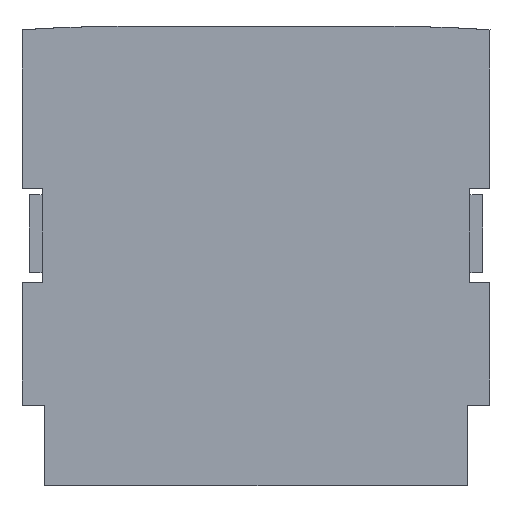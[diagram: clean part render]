
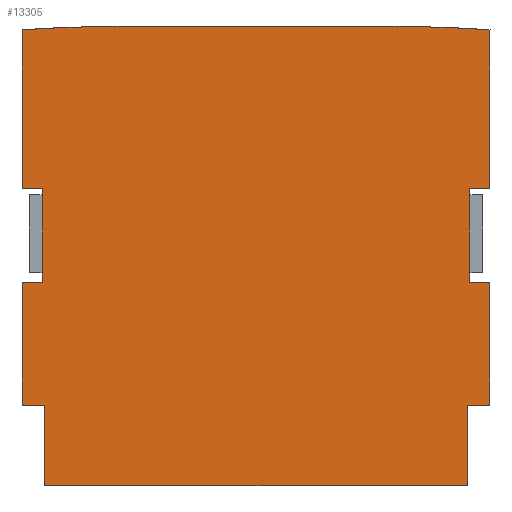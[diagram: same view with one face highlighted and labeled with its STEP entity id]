
A CAD part, left-side view. The second image highlights one B-rep face of the part: STEP entity #13305.
In plain terms, the highlighted face is planar.
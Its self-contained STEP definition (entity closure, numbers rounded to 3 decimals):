
#9 = VERTEX_POINT ( 'NONE', #1771 ) ;
#10 = VERTEX_POINT ( 'NONE', #1770 ) ;
#659 = EDGE_CURVE ( 'NONE', #715, #13283, #3385, .T. ) ;
#688 = VERTEX_POINT ( 'NONE', #3394 ) ;
#706 = VERTEX_POINT ( 'NONE', #3485 ) ;
#708 = EDGE_CURVE ( 'NONE', #9, #706, #3466, .T. ) ;
#715 = VERTEX_POINT ( 'NONE', #3517 ) ;
#1770 = CARTESIAN_POINT ( 'NONE',  ( 33.816, 8.205, 10. ) ) ;
#1771 = CARTESIAN_POINT ( 'NONE',  ( -5.184, 8.205, 10. ) ) ;
#3382 = DIRECTION ( 'NONE',  ( 1., 0., 0. ) ) ;
#3383 = VECTOR ( 'NONE', #3382, 1000. ) ;
#3384 = CARTESIAN_POINT ( 'NONE',  ( -21.684, -16.795, 10. ) ) ;
#3385 = LINE ( 'NONE', #3384, #3383 ) ;
#3394 = CARTESIAN_POINT ( 'NONE',  ( -18.584, -31.195, 10. ) ) ;
#3462 = DIRECTION ( 'NONE',  ( 1., 0., 0. ) ) ;
#3463 = DIRECTION ( 'NONE',  ( 0., 0., 1. ) ) ;
#3464 = CARTESIAN_POINT ( 'NONE',  ( -5.184, -241.795, 10. ) ) ;
#3465 = AXIS2_PLACEMENT_3D ( 'NONE', #3464, #3463, #3462 ) ;
#3466 = CIRCLE ( 'NONE', #3465, 250. ) ;
#3485 = CARTESIAN_POINT ( 'NONE',  ( -21.684, 7.66, 10. ) ) ;
#3517 = CARTESIAN_POINT ( 'NONE',  ( -21.684, -16.795, 10. ) ) ;
#8036 = DIRECTION ( 'NONE',  ( -1., 0., 0. ) ) ;
#8037 = VECTOR ( 'NONE', #8036, 1000. ) ;
#8038 = CARTESIAN_POINT ( 'NONE',  ( -5.184, 8.205, 10. ) ) ;
#8039 = LINE ( 'NONE', #8038, #8037 ) ;
#8090 = LINE ( 'NONE', #8146, #8145 ) ;
#8101 = CARTESIAN_POINT ( 'NONE',  ( -21.684, -50.095, 10. ) ) ;
#8103 = CARTESIAN_POINT ( 'NONE',  ( -18.184, -50.095, 10. ) ) ;
#8140 = DIRECTION ( 'NONE',  ( 0., -1., 0. ) ) ;
#8141 = VECTOR ( 'NONE', #8140, 1000. ) ;
#8142 = CARTESIAN_POINT ( 'NONE',  ( -21.684, -16.795, 10. ) ) ;
#8143 = LINE ( 'NONE', #8142, #8141 ) ;
#8144 = DIRECTION ( 'NONE',  ( 0., -1., 0. ) ) ;
#8145 = VECTOR ( 'NONE', #8144, 1000. ) ;
#8146 = CARTESIAN_POINT ( 'NONE',  ( -21.684, -50.095, 10. ) ) ;
#8157 = DIRECTION ( 'NONE',  ( -1., 0., 0. ) ) ;
#8158 = VECTOR ( 'NONE', #8157, 1000. ) ;
#8159 = CARTESIAN_POINT ( 'NONE',  ( -18.584, -31.195, 10. ) ) ;
#8160 = LINE ( 'NONE', #8159, #8158 ) ;
#8161 = CARTESIAN_POINT ( 'NONE',  ( -21.684, -31.195, 10. ) ) ;
#8170 = CARTESIAN_POINT ( 'NONE',  ( -18.584, -16.795, 10. ) ) ;
#8171 = DIRECTION ( 'NONE',  ( 0., -1., 0. ) ) ;
#8172 = VECTOR ( 'NONE', #8171, 1000. ) ;
#8173 = CARTESIAN_POINT ( 'NONE',  ( -18.584, -16.795, 10. ) ) ;
#8174 = LINE ( 'NONE', #8173, #8172 ) ;
#8183 = DIRECTION ( 'NONE',  ( 0., -1., 0. ) ) ;
#8184 = VECTOR ( 'NONE', #8183, 1000. ) ;
#8185 = CARTESIAN_POINT ( 'NONE',  ( -18.184, -62.495, 10. ) ) ;
#8186 = LINE ( 'NONE', #8185, #8184 ) ;
#8187 = CARTESIAN_POINT ( 'NONE',  ( -18.184, -62.495, 10. ) ) ;
#8198 = DIRECTION ( 'NONE',  ( 1., 0., 0. ) ) ;
#8199 = DIRECTION ( 'NONE',  ( 0., 0., 1. ) ) ;
#8200 = CARTESIAN_POINT ( 'NONE',  ( -5.184, -241.795, 10. ) ) ;
#8201 = AXIS2_PLACEMENT_3D ( 'NONE', #8200, #8199, #8198 ) ;
#8202 = PLANE ( 'NONE',  #8201 ) ;
#8203 = FACE_OUTER_BOUND ( 'NONE', #13306, .T. ) ;
#8204 = DIRECTION ( 'NONE',  ( 1., 0., 0. ) ) ;
#8205 = VECTOR ( 'NONE', #8204, 1000. ) ;
#8206 = CARTESIAN_POINT ( 'NONE',  ( 14.316, -62.495, 10. ) ) ;
#8207 = LINE ( 'NONE', #8206, #8205 ) ;
#8208 = CARTESIAN_POINT ( 'NONE',  ( 46.816, -62.495, 10. ) ) ;
#8213 = CARTESIAN_POINT ( 'NONE',  ( 47.216, -31.195, 10. ) ) ;
#8226 = DIRECTION ( 'NONE',  ( 0., -1., 0. ) ) ;
#8227 = VECTOR ( 'NONE', #8226, 1000. ) ;
#8228 = CARTESIAN_POINT ( 'NONE',  ( 50.316, -50.095, 10. ) ) ;
#8229 = LINE ( 'NONE', #8228, #8227 ) ;
#8230 = CARTESIAN_POINT ( 'NONE',  ( 46.816, -50.095, 10. ) ) ;
#8236 = DIRECTION ( 'NONE',  ( 1., 0., 0. ) ) ;
#8237 = VECTOR ( 'NONE', #8236, 1000. ) ;
#8238 = CARTESIAN_POINT ( 'NONE',  ( -18.184, -50.095, 10. ) ) ;
#8243 = LINE ( 'NONE', #8238, #8237 ) ;
#8244 = CARTESIAN_POINT ( 'NONE',  ( 50.316, -50.095, 10. ) ) ;
#8245 = DIRECTION ( 'NONE',  ( -1., 0., 0. ) ) ;
#8246 = VECTOR ( 'NONE', #8245, 1000. ) ;
#8247 = CARTESIAN_POINT ( 'NONE',  ( 46.816, -50.095, 10. ) ) ;
#8248 = LINE ( 'NONE', #8247, #8246 ) ;
#8253 = DIRECTION ( 'NONE',  ( 0., -1., 0. ) ) ;
#8254 = VECTOR ( 'NONE', #8253, 1000. ) ;
#8255 = CARTESIAN_POINT ( 'NONE',  ( 47.216, -16.795, 10. ) ) ;
#8256 = LINE ( 'NONE', #8255, #8254 ) ;
#8257 = DIRECTION ( 'NONE',  ( 1., 0., 0. ) ) ;
#8258 = VECTOR ( 'NONE', #8257, 1000. ) ;
#8259 = CARTESIAN_POINT ( 'NONE',  ( 47.216, -31.195, 10. ) ) ;
#8260 = LINE ( 'NONE', #8259, #8258 ) ;
#8293 = CARTESIAN_POINT ( 'NONE',  ( 50.316, -16.795, 10. ) ) ;
#8294 = DIRECTION ( 'NONE',  ( -1., 0., 0. ) ) ;
#8295 = VECTOR ( 'NONE', #8294, 1000. ) ;
#8296 = CARTESIAN_POINT ( 'NONE',  ( 50.316, -16.795, 10. ) ) ;
#8297 = LINE ( 'NONE', #8296, #8295 ) ;
#8298 = CARTESIAN_POINT ( 'NONE',  ( 47.216, -16.795, 10. ) ) ;
#8299 = DIRECTION ( 'NONE',  ( 0., -1., 0. ) ) ;
#8300 = VECTOR ( 'NONE', #8299, 1000. ) ;
#8301 = CARTESIAN_POINT ( 'NONE',  ( 46.816, -62.495, 10. ) ) ;
#8302 = LINE ( 'NONE', #8301, #8300 ) ;
#8303 = DIRECTION ( 'NONE',  ( 0., -1., 0. ) ) ;
#8304 = VECTOR ( 'NONE', #8303, 1000. ) ;
#8305 = CARTESIAN_POINT ( 'NONE',  ( 50.316, -16.795, 10. ) ) ;
#8306 = LINE ( 'NONE', #8305, #8304 ) ;
#8351 = CARTESIAN_POINT ( 'NONE',  ( 50.316, -31.195, 10. ) ) ;
#8357 = DIRECTION ( 'NONE',  ( -1., 0., 0. ) ) ;
#8358 = DIRECTION ( 'NONE',  ( 0., 0., -1. ) ) ;
#8359 = CARTESIAN_POINT ( 'NONE',  ( 33.816, -241.795, 10. ) ) ;
#8360 = AXIS2_PLACEMENT_3D ( 'NONE', #8359, #8358, #8357 ) ;
#8361 = CIRCLE ( 'NONE', #8360, 250. ) ;
#8363 = CARTESIAN_POINT ( 'NONE',  ( 50.316, 7.66, 10. ) ) ;
#13209 = EDGE_CURVE ( 'NONE', #10, #9, #8039, .T. ) ;
#13249 = VERTEX_POINT ( 'NONE', #8103 ) ;
#13253 = VERTEX_POINT ( 'NONE', #8101 ) ;
#13262 = EDGE_CURVE ( 'NONE', #13287, #13253, #8090, .T. ) ;
#13264 = EDGE_CURVE ( 'NONE', #706, #715, #8143, .T. ) ;
#13282 = EDGE_CURVE ( 'NONE', #13283, #688, #8174, .T. ) ;
#13283 = VERTEX_POINT ( 'NONE', #8170 ) ;
#13287 = VERTEX_POINT ( 'NONE', #8161 ) ;
#13289 = EDGE_CURVE ( 'NONE', #688, #13287, #8160, .T. ) ;
#13296 = ORIENTED_EDGE ( 'NONE', *, *, #13304, .T. ) ;
#13297 = ORIENTED_EDGE ( 'NONE', *, *, #13354, .F. ) ;
#13298 = VERTEX_POINT ( 'NONE', #8213 ) ;
#13302 = VERTEX_POINT ( 'NONE', #8208 ) ;
#13304 = EDGE_CURVE ( 'NONE', #13317, #13302, #8207, .T. ) ;
#13305 = ADVANCED_FACE ( 'NONE', ( #8203 ), #8202, .T. ) ;
#13306 = EDGE_LOOP ( 'NONE', ( #13307, #13308, #13309, #13310, #13311, #13357, #13414, #13412, #13413, #13296, #13366, #13361, #13332, #13297, #13355, #13369, #13364, #13402 ) ) ;
#13307 = ORIENTED_EDGE ( 'NONE', *, *, #13209, .T. ) ;
#13308 = ORIENTED_EDGE ( 'NONE', *, *, #708, .T. ) ;
#13309 = ORIENTED_EDGE ( 'NONE', *, *, #13264, .T. ) ;
#13310 = ORIENTED_EDGE ( 'NONE', *, *, #659, .T. ) ;
#13311 = ORIENTED_EDGE ( 'NONE', *, *, #13282, .T. ) ;
#13317 = VERTEX_POINT ( 'NONE', #8187 ) ;
#13319 = EDGE_CURVE ( 'NONE', #13249, #13317, #8186, .T. ) ;
#13324 = EDGE_CURVE ( 'NONE', #13253, #13249, #8243, .T. ) ;
#13331 = VERTEX_POINT ( 'NONE', #8230 ) ;
#13332 = ORIENTED_EDGE ( 'NONE', *, *, #13333, .F. ) ;
#13333 = EDGE_CURVE ( 'NONE', #13406, #13363, #8229, .T. ) ;
#13354 = EDGE_CURVE ( 'NONE', #13298, #13406, #8260, .T. ) ;
#13355 = ORIENTED_EDGE ( 'NONE', *, *, #13356, .F. ) ;
#13356 = EDGE_CURVE ( 'NONE', #13368, #13298, #8256, .T. ) ;
#13357 = ORIENTED_EDGE ( 'NONE', *, *, #13289, .T. ) ;
#13361 = ORIENTED_EDGE ( 'NONE', *, *, #13362, .F. ) ;
#13362 = EDGE_CURVE ( 'NONE', #13363, #13331, #8248, .T. ) ;
#13363 = VERTEX_POINT ( 'NONE', #8244 ) ;
#13364 = ORIENTED_EDGE ( 'NONE', *, *, #13365, .F. ) ;
#13365 = EDGE_CURVE ( 'NONE', #13401, #13371, #8306, .T. ) ;
#13366 = ORIENTED_EDGE ( 'NONE', *, *, #13367, .F. ) ;
#13367 = EDGE_CURVE ( 'NONE', #13331, #13302, #8302, .T. ) ;
#13368 = VERTEX_POINT ( 'NONE', #8298 ) ;
#13369 = ORIENTED_EDGE ( 'NONE', *, *, #13370, .F. ) ;
#13370 = EDGE_CURVE ( 'NONE', #13371, #13368, #8297, .T. ) ;
#13371 = VERTEX_POINT ( 'NONE', #8293 ) ;
#13401 = VERTEX_POINT ( 'NONE', #8363 ) ;
#13402 = ORIENTED_EDGE ( 'NONE', *, *, #13403, .F. ) ;
#13403 = EDGE_CURVE ( 'NONE', #10, #13401, #8361, .T. ) ;
#13406 = VERTEX_POINT ( 'NONE', #8351 ) ;
#13412 = ORIENTED_EDGE ( 'NONE', *, *, #13324, .T. ) ;
#13413 = ORIENTED_EDGE ( 'NONE', *, *, #13319, .T. ) ;
#13414 = ORIENTED_EDGE ( 'NONE', *, *, #13262, .T. ) ;
